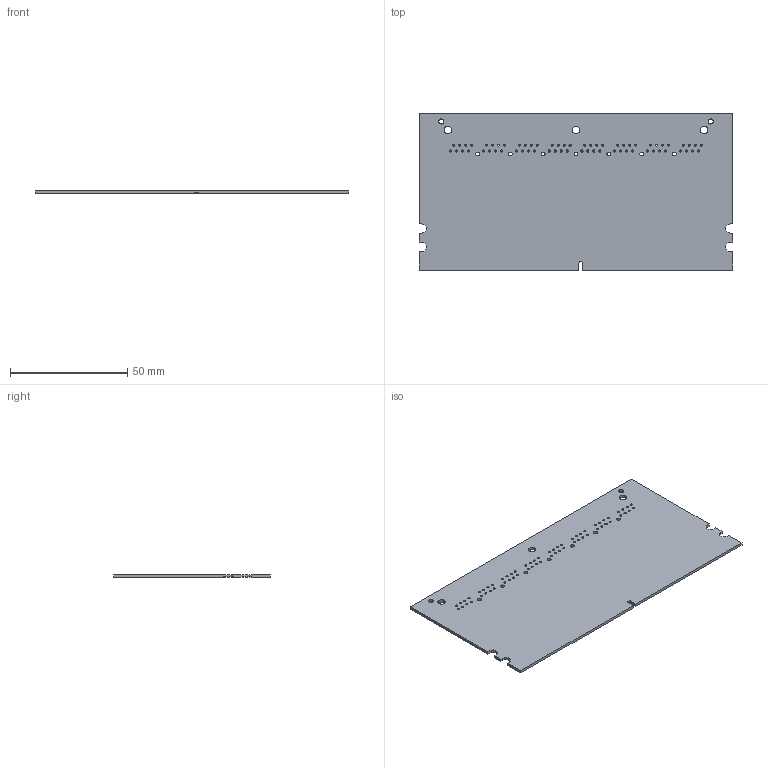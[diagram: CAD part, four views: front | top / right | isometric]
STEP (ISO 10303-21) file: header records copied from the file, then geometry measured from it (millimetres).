
FILE_DESCRIPTION(('for SolidWorks'),'2;1');
FILE_NAME('mppcInterfacePcb.step','2016-06-30T15:41:23',('Sawaiz'),(''), 'Open CASCADE STEP processor 6.6','Diptrace','Unknown');
FILE_SCHEMA(('AUTOMOTIVE_DESIGN { 1 0 10303 214 1 1 1 1 }'));
Length unit declared in the file: millimetre
Products named in the file (2): PCB; Board
Assembly tree (1 placements, depth 2):
  PCB
    Board
Bounding box: 133.35 x 66.67 x 1.2 mm (x, y, z)
Volume: 10510.9 mm3; surface area: 18338 mm2
Topology: 1 solids, 1 shells, 131 faces, 387 edges, 258 vertices
Faces by surface type: cylinder 76, plane 55
Full cylindrical faces by diameter (mm): 0.89 x64, 1.676 x7, 2.159 x2, 3.175 x3
Entity records: 4774 total; most frequent: DIRECTION 805, CARTESIAN_POINT 778, ORIENTED_EDGE 774, EDGE_CURVE 387, AXIS2_PLACEMENT_3D 285, FACE_BOUND 283, EDGE_LOOP 283, VERTEX_POINT 258
